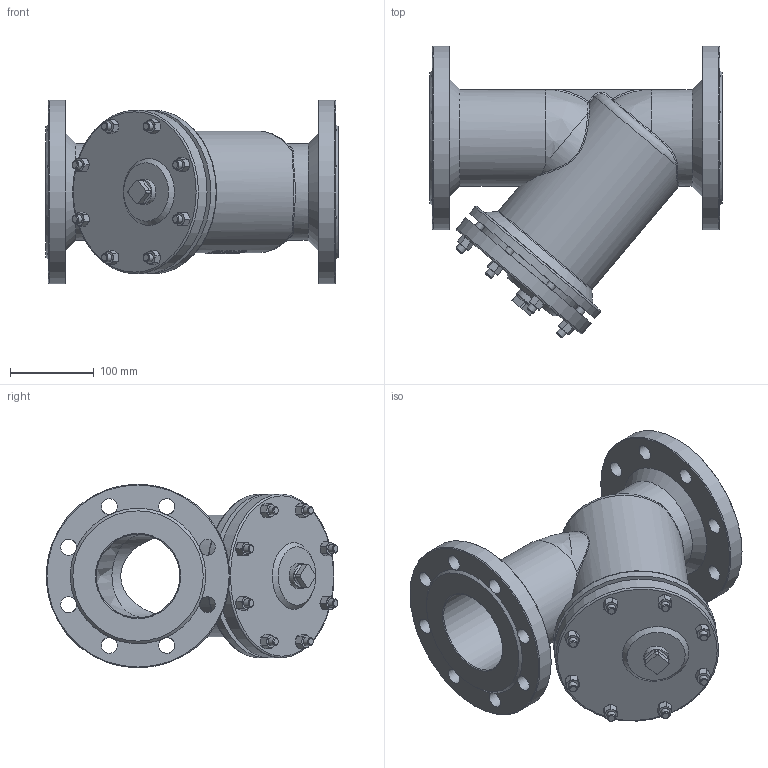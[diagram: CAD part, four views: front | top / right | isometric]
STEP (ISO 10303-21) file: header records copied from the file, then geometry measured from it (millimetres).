
FILE_DESCRIPTION(/* description */ (''),/* implementation_level */ '2;1');
FILE_NAME(/* name */ 'DN100_3D_STEP.stp',/* time_stamp */ '2025-12-18T21:01:30+03:00',/* author */ ('igorr'),/* organization */ (''),/* preprocessor_version */ 'ST-DEVELOPER v20',/* originating_system */ 'Autodesk Inventor 2025',/* authorisation */ '');
FILE_SCHEMA (('AUTOMOTIVE_DESIGN { 1 0 10303 214 3 1 1 }'));
Length unit declared in the file: millimetre
Products named in the file (3): Сборка; Деталь1; ANSI B18.2.4.2M - M10x1,5
Assembly tree (9 placements, depth 2):
  Сборка
    Деталь1
    ANSI B18.2.4.2M - M10x1,5  x8
Bounding box: 350 x 349.2 x 220 mm (x, y, z)
Volume: 5114810 mm3; surface area: 531010.5 mm2
Topology: 9 solids, 9 shells, 410 faces, 1007 edges, 617 vertices
Faces by surface type: plane 134, cone 130, cylinder 82, bspline 44, torus 16, sphere 4
Full cylindrical faces by diameter (mm): 8.376 x8, 10 x16, 19 x16, 30 x1, 100 x4, 116 x2, 146 x2, 196 x2, 220 x2
Entity records: 9601 total; most frequent: CARTESIAN_POINT 3067, ORIENTED_EDGE 1302, DIRECTION 1302, EDGE_CURVE 651, AXIS2_PLACEMENT_3D 564, VERTEX_POINT 414, EDGE_LOOP 309, CIRCLE 261
